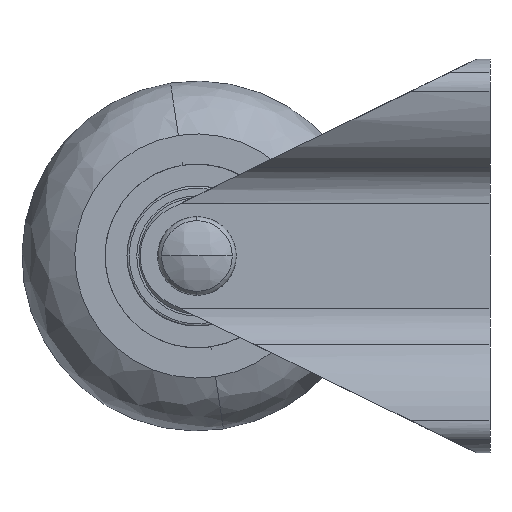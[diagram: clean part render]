
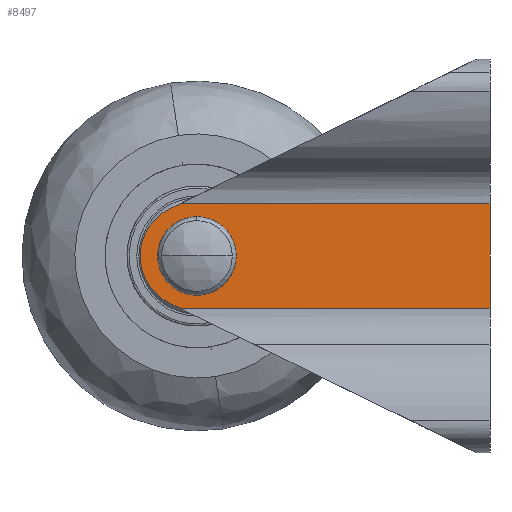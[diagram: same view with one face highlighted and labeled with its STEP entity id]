
A CAD part, left-side view. The second image highlights one B-rep face of the part: STEP entity #8497.
In plain terms, the highlighted planar face has unit normal (-1, 0, 0).
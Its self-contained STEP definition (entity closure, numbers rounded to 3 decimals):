
#268 = VECTOR ( 'NONE', #9397, 1000. ) ;
#353 = VERTEX_POINT ( 'NONE', #9319 ) ;
#422 = DIRECTION ( 'NONE',  ( -1., 0., 0. ) ) ;
#474 = ORIENTED_EDGE ( 'NONE', *, *, #6721, .T. ) ;
#746 = CARTESIAN_POINT ( 'NONE',  ( -12.5, -33.5, 6. ) ) ;
#788 = EDGE_CURVE ( 'NONE', #10228, #1340, #3320, .T. ) ;
#1340 = VERTEX_POINT ( 'NONE', #2930 ) ;
#1442 = ORIENTED_EDGE ( 'NONE', *, *, #7511, .F. ) ;
#1449 = VECTOR ( 'NONE', #7750, 1000. ) ;
#1564 = FACE_BOUND ( 'NONE', #6169, .T. ) ;
#1625 = VERTEX_POINT ( 'NONE', #10505 ) ;
#1647 = CARTESIAN_POINT ( 'NONE',  ( -12.5, -33.5, -6. ) ) ;
#1791 = DIRECTION ( 'NONE',  ( 1., 0., 0. ) ) ;
#1796 = CARTESIAN_POINT ( 'NONE',  ( -12.5, 0., 3. ) ) ;
#2051 = CIRCLE ( 'NONE', #7302, 3. ) ;
#2066 = CARTESIAN_POINT ( 'NONE',  ( -12.5, -33.5, -16.25 ) ) ;
#2197 = VERTEX_POINT ( 'NONE', #1796 ) ;
#2334 = AXIS2_PLACEMENT_3D ( 'NONE', #7468, #1791, #8415 ) ;
#2484 = DIRECTION ( 'NONE',  ( 0., 0., -1. ) ) ;
#2498 = DIRECTION ( 'NONE',  ( -1., 0., 0. ) ) ;
#2518 = CARTESIAN_POINT ( 'NONE',  ( -12.5, 1.883, -6. ) ) ;
#2533 = CARTESIAN_POINT ( 'NONE',  ( -12.5, 0., 0. ) ) ;
#2930 = CARTESIAN_POINT ( 'NONE',  ( -12.5, 1.883, 6. ) ) ;
#3249 = EDGE_CURVE ( 'NONE', #5304, #11960, #3590, .T. ) ;
#3320 = LINE ( 'NONE', #5466, #3912 ) ;
#3349 = ORIENTED_EDGE ( 'NONE', *, *, #788, .F. ) ;
#3590 = LINE ( 'NONE', #11253, #5811 ) ;
#3757 = EDGE_CURVE ( 'NONE', #353, #2197, #4675, .T. ) ;
#3841 = ORIENTED_EDGE ( 'NONE', *, *, #5480, .F. ) ;
#3912 = VECTOR ( 'NONE', #4831, 1000. ) ;
#4538 = AXIS2_PLACEMENT_3D ( 'NONE', #1647, #10105, #4567 ) ;
#4567 = DIRECTION ( 'NONE',  ( 0., 0., -1. ) ) ;
#4675 = CIRCLE ( 'NONE', #9946, 3. ) ;
#4697 = EDGE_CURVE ( 'NONE', #1625, #1340, #7866, .T. ) ;
#4831 = DIRECTION ( 'NONE',  ( 0., -0.899, 0.438 ) ) ;
#4926 = ORIENTED_EDGE ( 'NONE', *, *, #4697, .T. ) ;
#5304 = VERTEX_POINT ( 'NONE', #8983 ) ;
#5356 = ORIENTED_EDGE ( 'NONE', *, *, #3249, .F. ) ;
#5466 = CARTESIAN_POINT ( 'NONE',  ( -12.5, 3.127, 5.394 ) ) ;
#5480 = EDGE_CURVE ( 'NONE', #11960, #9452, #7562, .T. ) ;
#5811 = VECTOR ( 'NONE', #10548, 1000. ) ;
#5922 = CIRCLE ( 'NONE', #2334, 6. ) ;
#6144 = CARTESIAN_POINT ( 'NONE',  ( -12.5, 0., 0. ) ) ;
#6169 = EDGE_LOOP ( 'NONE', ( #8660, #10594 ) ) ;
#6414 = EDGE_CURVE ( 'NONE', #2197, #353, #2051, .T. ) ;
#6721 = EDGE_CURVE ( 'NONE', #5304, #1625, #11407, .T. ) ;
#7081 = DIRECTION ( 'NONE',  ( 0., 0., -1. ) ) ;
#7302 = AXIS2_PLACEMENT_3D ( 'NONE', #6144, #422, #7081 ) ;
#7468 = CARTESIAN_POINT ( 'NONE',  ( -12.5, 0.5, 0. ) ) ;
#7511 = EDGE_CURVE ( 'NONE', #9452, #10228, #5922, .T. ) ;
#7562 = LINE ( 'NONE', #8823, #9432 ) ;
#7750 = DIRECTION ( 'NONE',  ( 0., 0., 1. ) ) ;
#7866 = LINE ( 'NONE', #746, #268 ) ;
#8285 = PLANE ( 'NONE',  #4538 ) ;
#8415 = DIRECTION ( 'NONE',  ( 0., 0., 1. ) ) ;
#8497 = ADVANCED_FACE ( 'NONE', ( #10667, #1564 ), #8285, .F. ) ;
#8660 = ORIENTED_EDGE ( 'NONE', *, *, #3757, .F. ) ;
#8823 = CARTESIAN_POINT ( 'NONE',  ( -12.5, 1.883, -6. ) ) ;
#8983 = CARTESIAN_POINT ( 'NONE',  ( -12.5, -33.5, -6. ) ) ;
#9216 = EDGE_LOOP ( 'NONE', ( #1442, #3841, #5356, #474, #4926, #3349 ) ) ;
#9298 = CARTESIAN_POINT ( 'NONE',  ( -12.5, 3.127, -5.394 ) ) ;
#9319 = CARTESIAN_POINT ( 'NONE',  ( -12.5, 0., -3. ) ) ;
#9397 = DIRECTION ( 'NONE',  ( 0., 1., 0. ) ) ;
#9432 = VECTOR ( 'NONE', #10646, 1000. ) ;
#9452 = VERTEX_POINT ( 'NONE', #9298 ) ;
#9946 = AXIS2_PLACEMENT_3D ( 'NONE', #2533, #2498, #2484 ) ;
#10105 = DIRECTION ( 'NONE',  ( 1., 0., 0. ) ) ;
#10228 = VERTEX_POINT ( 'NONE', #12130 ) ;
#10505 = CARTESIAN_POINT ( 'NONE',  ( -12.5, -33.5, 6. ) ) ;
#10548 = DIRECTION ( 'NONE',  ( 0., 1., 0. ) ) ;
#10594 = ORIENTED_EDGE ( 'NONE', *, *, #6414, .F. ) ;
#10646 = DIRECTION ( 'NONE',  ( 0., 0.899, 0.438 ) ) ;
#10667 = FACE_OUTER_BOUND ( 'NONE', #9216, .T. ) ;
#11253 = CARTESIAN_POINT ( 'NONE',  ( -12.5, -33.5, -6. ) ) ;
#11407 = LINE ( 'NONE', #2066, #1449 ) ;
#11960 = VERTEX_POINT ( 'NONE', #2518 ) ;
#12130 = CARTESIAN_POINT ( 'NONE',  ( -12.5, 3.127, 5.394 ) ) ;
